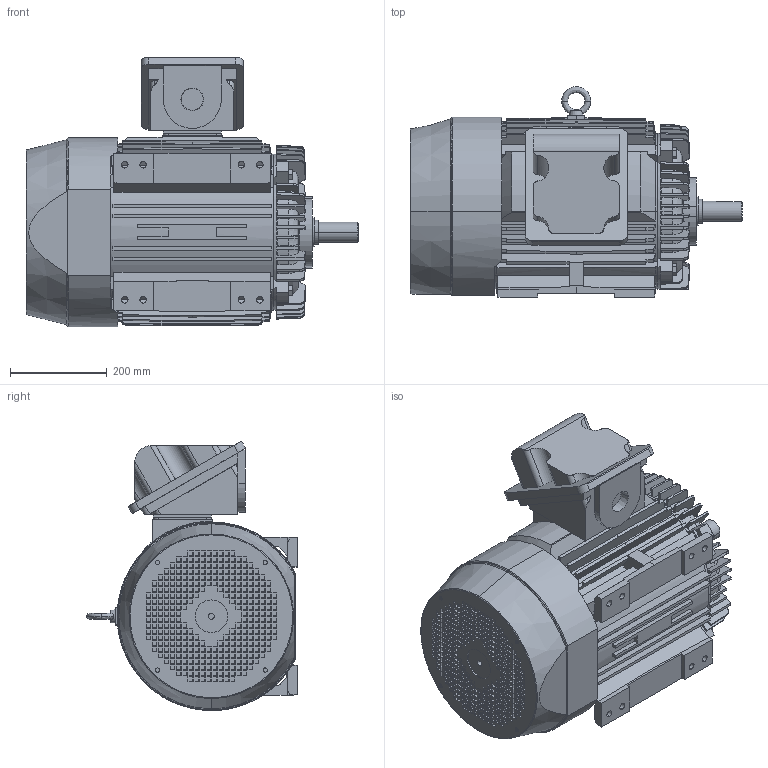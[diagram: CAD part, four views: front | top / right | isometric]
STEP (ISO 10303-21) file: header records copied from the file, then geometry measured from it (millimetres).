
FILE_DESCRIPTION (( 'STEP AP214' ), '1' );
FILE_NAME ('MDSLV002-05-2P-F1-Bottom nc bod broke rep1.STEP', '2023-04-10T19:53:20', ( '' ), ( '' ), 'SwSTEP 2.0', 'SolidWorks 2021', '' );
FILE_SCHEMA (( 'AUTOMOTIVE_DESIGN' ));
Length unit declared in the file: inch
Products named in the file (1): MDSLV002-05-2P-F1-Bottom nc bod broke rep1
Bounding box: 686.9 x 435.8 x 556.86 mm (x, y, z)
Volume: 66206325.7 mm3; surface area: 2583979 mm2
Topology: 13 solids, 13 shells, 3158 faces, 8014 edges, 5267 vertices
Faces by surface type: plane 2342, cone 442, cylinder 250, bspline 124
Entity records: 100683 total; most frequent: CARTESIAN_POINT 25605, ORIENTED_EDGE 15992, DIRECTION 14290, EDGE_CURVE 7996, LINE 5638, VECTOR 5638, VERTEX_POINT 5267, AXIS2_PLACEMENT_3D 4326
